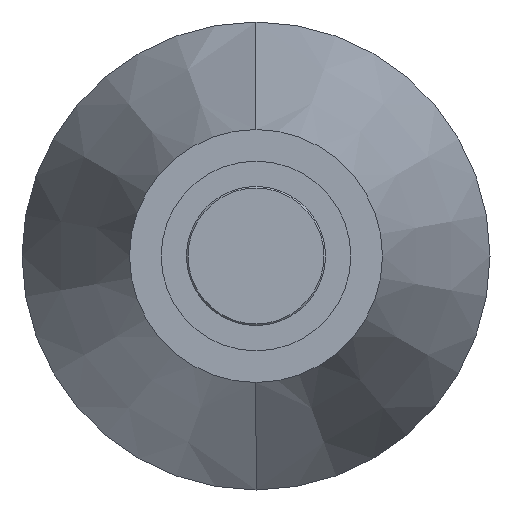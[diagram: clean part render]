
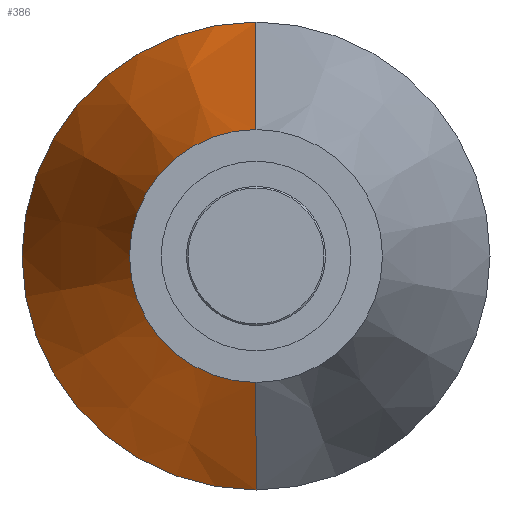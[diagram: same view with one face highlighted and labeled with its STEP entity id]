
A CAD part, left-side view. The second image highlights one B-rep face of the part: STEP entity #386.
In plain terms, the highlighted conical face has half-angle 17.393 degrees and reference radius 37 mm.
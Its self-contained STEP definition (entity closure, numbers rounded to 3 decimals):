
#1 = CIRCLE ( 'NONE', #113, 37. ) ;
#7 = VECTOR ( 'NONE', #449, 1000. ) ;
#8 = DIRECTION ( 'NONE',  ( -1., 0., 0. ) ) ;
#18 = DIRECTION ( 'NONE',  ( 1., 0., 0. ) ) ;
#20 = CARTESIAN_POINT ( 'NONE',  ( 122.77, 0., -37. ) ) ;
#51 = ORIENTED_EDGE ( 'NONE', *, *, #253, .T. ) ;
#53 = CARTESIAN_POINT ( 'NONE',  ( 68.5, 0., -20. ) ) ;
#68 = CARTESIAN_POINT ( 'NONE',  ( 122.77, 0., -37. ) ) ;
#78 = EDGE_CURVE ( 'NONE', #221, #434, #174, .T. ) ;
#84 = DIRECTION ( 'NONE',  ( -1., 0., 0. ) ) ;
#98 = CONICAL_SURFACE ( 'NONE', #398, 37., 0.304 ) ;
#113 = AXIS2_PLACEMENT_3D ( 'NONE', #324, #8, #389 ) ;
#127 = EDGE_LOOP ( 'NONE', ( #373, #265, #51, #154 ) ) ;
#128 = EDGE_CURVE ( 'NONE', #355, #443, #308, .T. ) ;
#129 = FACE_OUTER_BOUND ( 'NONE', #127, .T. ) ;
#134 = CARTESIAN_POINT ( 'NONE',  ( 122.77, 0., 37. ) ) ;
#141 = VECTOR ( 'NONE', #272, 1000. ) ;
#154 = ORIENTED_EDGE ( 'NONE', *, *, #128, .F. ) ;
#174 = LINE ( 'NONE', #134, #7 ) ;
#189 = CARTESIAN_POINT ( 'NONE',  ( 122.77, 0., 0. ) ) ;
#221 = VERTEX_POINT ( 'NONE', #352 ) ;
#253 = EDGE_CURVE ( 'NONE', #434, #443, #1, .T. ) ;
#258 = DIRECTION ( 'NONE',  ( 0., 0., -1. ) ) ;
#265 = ORIENTED_EDGE ( 'NONE', *, *, #78, .T. ) ;
#272 = DIRECTION ( 'NONE',  ( 0.954, 0., -0.299 ) ) ;
#279 = EDGE_CURVE ( 'NONE', #221, #355, #356, .T. ) ;
#308 = LINE ( 'NONE', #68, #141 ) ;
#324 = CARTESIAN_POINT ( 'NONE',  ( 122.77, 0., 0. ) ) ;
#349 = AXIS2_PLACEMENT_3D ( 'NONE', #399, #84, #392 ) ;
#352 = CARTESIAN_POINT ( 'NONE',  ( 68.5, 0., 20. ) ) ;
#355 = VERTEX_POINT ( 'NONE', #53 ) ;
#356 = CIRCLE ( 'NONE', #349, 20. ) ;
#367 = CARTESIAN_POINT ( 'NONE',  ( 122.77, 0., 37. ) ) ;
#373 = ORIENTED_EDGE ( 'NONE', *, *, #279, .F. ) ;
#386 = ADVANCED_FACE ( 'NONE', ( #129 ), #98, .T. ) ;
#389 = DIRECTION ( 'NONE',  ( 0., 0., 1. ) ) ;
#392 = DIRECTION ( 'NONE',  ( 0., 0., 1. ) ) ;
#398 = AXIS2_PLACEMENT_3D ( 'NONE', #189, #18, #258 ) ;
#399 = CARTESIAN_POINT ( 'NONE',  ( 68.5, 0., 0. ) ) ;
#434 = VERTEX_POINT ( 'NONE', #367 ) ;
#443 = VERTEX_POINT ( 'NONE', #20 ) ;
#449 = DIRECTION ( 'NONE',  ( 0.954, 0., 0.299 ) ) ;
